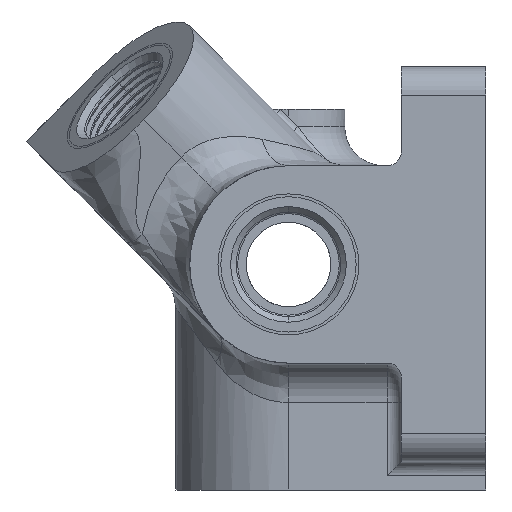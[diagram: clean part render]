
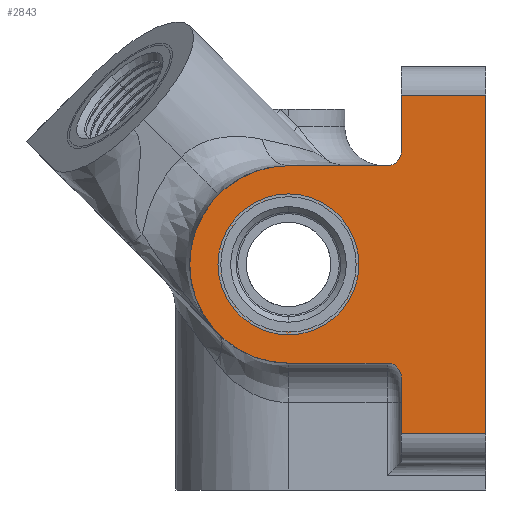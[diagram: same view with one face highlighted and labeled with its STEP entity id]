
A CAD part, left-side view. The second image highlights one B-rep face of the part: STEP entity #2843.
In plain terms, the highlighted planar face has unit normal (-1, 0, 0).
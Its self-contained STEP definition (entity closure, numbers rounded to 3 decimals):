
#810 = ORIENTED_EDGE ( 'NONE', *, *, #6739, .T. ) ;
#1833 = DIRECTION ( 'NONE',  ( 0., 0., -1. ) ) ;
#1834 = DIRECTION ( 'NONE',  ( 1., 0., 0. ) ) ;
#2843 = ADVANCED_FACE ( 'NONE', ( #12458, #12448 ), #13907, .F. ) ;
#3794 = LINE ( 'NONE', #14990, #3813 ) ;
#3813 = VECTOR ( 'NONE', #14991, 1000. ) ;
#3844 = CIRCLE ( 'NONE', #18582, 12. ) ;
#3866 = LINE ( 'NONE', #15002, #3941 ) ;
#3941 = VECTOR ( 'NONE', #14993, 1000. ) ;
#3954 = CIRCLE ( 'NONE', #18585, 2.5 ) ;
#4764 = VECTOR ( 'NONE', #16120, 1000. ) ;
#4766 = LINE ( 'NONE', #16119, #4764 ) ;
#4785 = VECTOR ( 'NONE', #16067, 1000. ) ;
#4789 = VECTOR ( 'NONE', #16064, 1000. ) ;
#4791 = LINE ( 'NONE', #16061, #4785 ) ;
#4800 = LINE ( 'NONE', #16060, #4789 ) ;
#4851 = CIRCLE ( 'NONE', #18595, 17.5 ) ;
#4853 = CIRCLE ( 'NONE', #18593, 12. ) ;
#4864 = VECTOR ( 'NONE', #13546, 1000. ) ;
#4868 = LINE ( 'NONE', #13543, #4864 ) ;
#6117 = ORIENTED_EDGE ( 'NONE', *, *, #6649, .F. ) ;
#6165 = ORIENTED_EDGE ( 'NONE', *, *, #6634, .T. ) ;
#6248 = VERTEX_POINT ( 'NONE', #14575 ) ;
#6266 = ORIENTED_EDGE ( 'NONE', *, *, #6630, .T. ) ;
#6268 = ORIENTED_EDGE ( 'NONE', *, *, #6659, .T. ) ;
#6287 = VERTEX_POINT ( 'NONE', #14598 ) ;
#6319 = ORIENTED_EDGE ( 'NONE', *, *, #6618, .T. ) ;
#6322 = ORIENTED_EDGE ( 'NONE', *, *, #6661, .F. ) ;
#6323 = ORIENTED_EDGE ( 'NONE', *, *, #6717, .F. ) ;
#6325 = ORIENTED_EDGE ( 'NONE', *, *, #6719, .F. ) ;
#6328 = ORIENTED_EDGE ( 'NONE', *, *, #6626, .F. ) ;
#6329 = VERTEX_POINT ( 'NONE', #14621 ) ;
#6330 = ORIENTED_EDGE ( 'NONE', *, *, #6631, .T. ) ;
#6359 = VERTEX_POINT ( 'NONE', #14643 ) ;
#6415 = VERTEX_POINT ( 'NONE', #14691 ) ;
#6452 = VERTEX_POINT ( 'NONE', #14721 ) ;
#6486 = VERTEX_POINT ( 'NONE', #14746 ) ;
#6496 = VERTEX_POINT ( 'NONE', #14751 ) ;
#6501 = VERTEX_POINT ( 'NONE', #14755 ) ;
#6507 = ORIENTED_EDGE ( 'NONE', *, *, #6611, .T. ) ;
#6511 = VERTEX_POINT ( 'NONE', #14763 ) ;
#6531 = VERTEX_POINT ( 'NONE', #14779 ) ;
#6548 = VERTEX_POINT ( 'NONE', #14794 ) ;
#6611 = EDGE_CURVE ( 'NONE', #6531, #6452, #11490, .T. ) ;
#6618 = EDGE_CURVE ( 'NONE', #6501, #6248, #11480, .T. ) ;
#6626 = EDGE_CURVE ( 'NONE', #6501, #6415, #3794, .T. ) ;
#6630 = EDGE_CURVE ( 'NONE', #6329, #6511, #3844, .T. ) ;
#6631 = EDGE_CURVE ( 'NONE', #6486, #6359, #3866, .T. ) ;
#6634 = EDGE_CURVE ( 'NONE', #6496, #6287, #3954, .T. ) ;
#6649 = EDGE_CURVE ( 'NONE', #6496, #6452, #4868, .T. ) ;
#6659 = EDGE_CURVE ( 'NONE', #6511, #6329, #4853, .T. ) ;
#6661 = EDGE_CURVE ( 'NONE', #6415, #6548, #4851, .T. ) ;
#6717 = EDGE_CURVE ( 'NONE', #6548, #6287, #4800, .T. ) ;
#6719 = EDGE_CURVE ( 'NONE', #6486, #6248, #4791, .T. ) ;
#6739 = EDGE_CURVE ( 'NONE', #6359, #6531, #4766, .T. ) ;
#11480 = CIRCLE ( 'NONE', #18575, 2.5 ) ;
#11488 = VECTOR ( 'NONE', #14939, 1000. ) ;
#11490 = LINE ( 'NONE', #14947, #11488 ) ;
#12448 = FACE_BOUND ( 'NONE', #17271, .T. ) ;
#12458 = FACE_OUTER_BOUND ( 'NONE', #17254, .T. ) ;
#13501 = CARTESIAN_POINT ( 'NONE',  ( -52.5, -17.5, 20. ) ) ;
#13502 = DIRECTION ( 'NONE',  ( 1., 0., 0. ) ) ;
#13503 = DIRECTION ( 'NONE',  ( 0., 0., -1. ) ) ;
#13543 = CARTESIAN_POINT ( 'NONE',  ( -52.5, -20., 35. ) ) ;
#13546 = DIRECTION ( 'NONE',  ( 0., 0., 1. ) ) ;
#13605 = CARTESIAN_POINT ( 'NONE',  ( -52.5, 0., 0. ) ) ;
#13606 = DIRECTION ( 'NONE',  ( 1., 0., 0. ) ) ;
#13607 = DIRECTION ( 'NONE',  ( 0., 0., -1. ) ) ;
#13613 = CARTESIAN_POINT ( 'NONE',  ( -52.5, 0., 0. ) ) ;
#13614 = DIRECTION ( 'NONE',  ( 1., 0., 0. ) ) ;
#13615 = DIRECTION ( 'NONE',  ( 0., 0., -1. ) ) ;
#13904 = CARTESIAN_POINT ( 'NONE',  ( -52.5, 0., 0. ) ) ;
#13907 = PLANE ( 'NONE',  #15927 ) ;
#13909 = DIRECTION ( 'NONE',  ( 1., 0., 0. ) ) ;
#13910 = DIRECTION ( 'NONE',  ( 0., 0., -1. ) ) ;
#14575 = CARTESIAN_POINT ( 'NONE',  ( -52.5, -20., -20. ) ) ;
#14598 = CARTESIAN_POINT ( 'NONE',  ( -52.5, -17.5, 17.5 ) ) ;
#14621 = CARTESIAN_POINT ( 'NONE',  ( -52.5, 0., -12. ) ) ;
#14643 = CARTESIAN_POINT ( 'NONE',  ( -52.5, -35., -30. ) ) ;
#14691 = CARTESIAN_POINT ( 'NONE',  ( -52.5, 0., -17.5 ) ) ;
#14721 = CARTESIAN_POINT ( 'NONE',  ( -52.5, -20., 30. ) ) ;
#14746 = CARTESIAN_POINT ( 'NONE',  ( -52.5, -20., -30. ) ) ;
#14751 = CARTESIAN_POINT ( 'NONE',  ( -52.5, -20., 20. ) ) ;
#14755 = CARTESIAN_POINT ( 'NONE',  ( -52.5, -17.5, -17.5 ) ) ;
#14763 = CARTESIAN_POINT ( 'NONE',  ( -52.5, 0., 12. ) ) ;
#14779 = CARTESIAN_POINT ( 'NONE',  ( -52.5, -35., 30. ) ) ;
#14794 = CARTESIAN_POINT ( 'NONE',  ( -52.5, 0., 17.5 ) ) ;
#14939 = DIRECTION ( 'NONE',  ( 0., 1., 0. ) ) ;
#14947 = CARTESIAN_POINT ( 'NONE',  ( -52.5, 0., 30. ) ) ;
#14968 = CARTESIAN_POINT ( 'NONE',  ( -52.5, -17.5, -20. ) ) ;
#14969 = DIRECTION ( 'NONE',  ( 1., 0., 0. ) ) ;
#14970 = DIRECTION ( 'NONE',  ( 0., 0., -1. ) ) ;
#14990 = CARTESIAN_POINT ( 'NONE',  ( -52.5, 0., -17.5 ) ) ;
#14991 = DIRECTION ( 'NONE',  ( 0., 1., 0. ) ) ;
#14993 = DIRECTION ( 'NONE',  ( 0., -1., 0. ) ) ;
#15002 = CARTESIAN_POINT ( 'NONE',  ( -52.5, 0., -30. ) ) ;
#15003 = CARTESIAN_POINT ( 'NONE',  ( -52.5, 0., 0. ) ) ;
#15927 = AXIS2_PLACEMENT_3D ( 'NONE', #13904, #13909, #13910 ) ;
#16060 = CARTESIAN_POINT ( 'NONE',  ( -52.5, 0., 17.5 ) ) ;
#16061 = CARTESIAN_POINT ( 'NONE',  ( -52.5, -20., 35. ) ) ;
#16064 = DIRECTION ( 'NONE',  ( 0., -1., 0. ) ) ;
#16067 = DIRECTION ( 'NONE',  ( 0., 0., 1. ) ) ;
#16119 = CARTESIAN_POINT ( 'NONE',  ( -52.5, -35., 35. ) ) ;
#16120 = DIRECTION ( 'NONE',  ( 0., 0., 1. ) ) ;
#17254 = EDGE_LOOP ( 'NONE', ( #810, #6507, #6117, #6165, #6323, #6322, #6328, #6319, #6325, #6330 ) ) ;
#17271 = EDGE_LOOP ( 'NONE', ( #6268, #6266 ) ) ;
#18575 = AXIS2_PLACEMENT_3D ( 'NONE', #14968, #14969, #14970 ) ;
#18582 = AXIS2_PLACEMENT_3D ( 'NONE', #15003, #1834, #1833 ) ;
#18585 = AXIS2_PLACEMENT_3D ( 'NONE', #13501, #13502, #13503 ) ;
#18593 = AXIS2_PLACEMENT_3D ( 'NONE', #13605, #13606, #13607 ) ;
#18595 = AXIS2_PLACEMENT_3D ( 'NONE', #13613, #13614, #13615 ) ;
